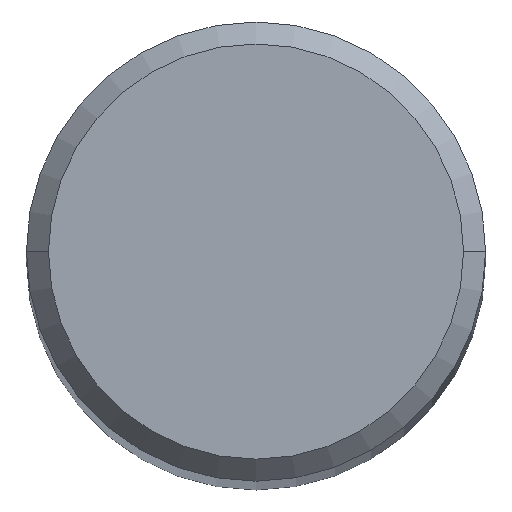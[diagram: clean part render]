
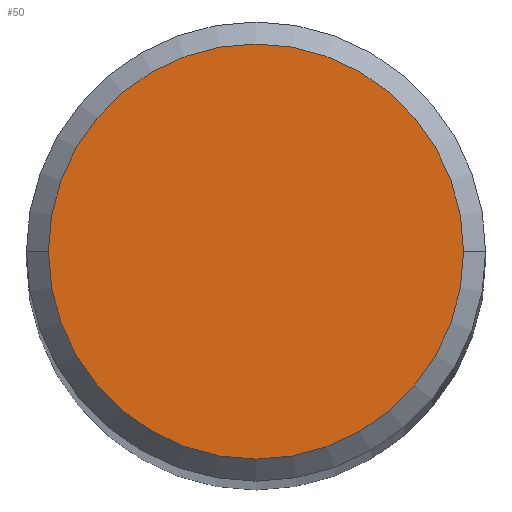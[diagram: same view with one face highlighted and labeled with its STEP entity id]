
A CAD part, top view. The second image highlights one B-rep face of the part: STEP entity #50.
In plain terms, the highlighted planar face has unit normal (0, 0, 1).
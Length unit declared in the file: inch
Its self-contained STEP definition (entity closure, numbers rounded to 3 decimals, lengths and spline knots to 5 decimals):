
#1 = AXIS2_PLACEMENT_3D ( 'NONE', #223, #226, #110 ) ;
#7 = DIRECTION ( 'NONE',  ( 1., 0., 0. ) ) ;
#20 = DIRECTION ( 'NONE',  ( 1., 0., 0. ) ) ;
#26 = ORIENTED_EDGE ( 'NONE', *, *, #130, .T. ) ;
#45 = CARTESIAN_POINT ( 'NONE',  ( 0., 0., 4. ) ) ;
#50 = ADVANCED_FACE ( 'NONE', ( #203 ), #120, .T. ) ;
#64 = CARTESIAN_POINT ( 'NONE',  ( 0., 0., 4. ) ) ;
#75 = VERTEX_POINT ( 'NONE', #238 ) ;
#81 = EDGE_LOOP ( 'NONE', ( #201, #26 ) ) ;
#89 = DIRECTION ( 'NONE',  ( 0., 0., 1. ) ) ;
#96 = VERTEX_POINT ( 'NONE', #142 ) ;
#110 = DIRECTION ( 'NONE',  ( 1., 0., 0. ) ) ;
#118 = CIRCLE ( 'NONE', #1, 0.14125 ) ;
#120 = PLANE ( 'NONE',  #195 ) ;
#130 = EDGE_CURVE ( 'NONE', #96, #75, #224, .T. ) ;
#142 = CARTESIAN_POINT ( 'NONE',  ( 0.14125, 0., 4. ) ) ;
#147 = EDGE_CURVE ( 'NONE', #75, #96, #118, .T. ) ;
#178 = DIRECTION ( 'NONE',  ( 0., 0., 1. ) ) ;
#195 = AXIS2_PLACEMENT_3D ( 'NONE', #45, #178, #7 ) ;
#200 = AXIS2_PLACEMENT_3D ( 'NONE', #64, #89, #20 ) ;
#201 = ORIENTED_EDGE ( 'NONE', *, *, #147, .T. ) ;
#203 = FACE_OUTER_BOUND ( 'NONE', #81, .T. ) ;
#223 = CARTESIAN_POINT ( 'NONE',  ( 0., 0., 4. ) ) ;
#224 = CIRCLE ( 'NONE', #200, 0.14125 ) ;
#226 = DIRECTION ( 'NONE',  ( 0., 0., 1. ) ) ;
#238 = CARTESIAN_POINT ( 'NONE',  ( -0.14125, 0., 4. ) ) ;
